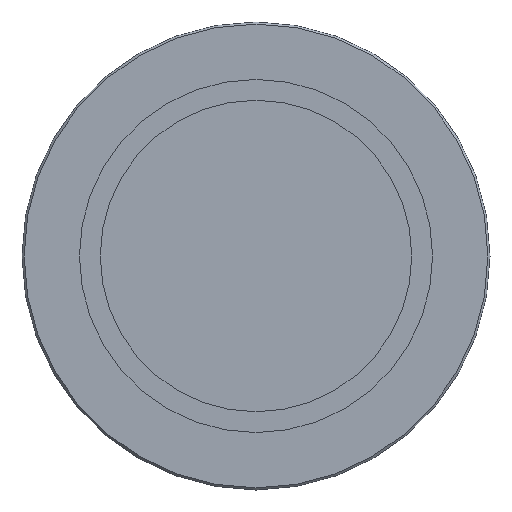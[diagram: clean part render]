
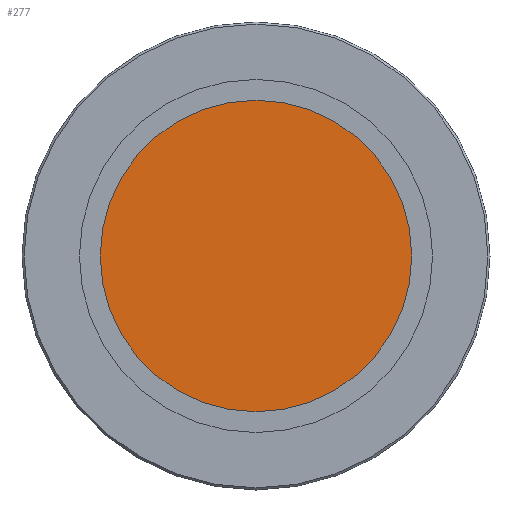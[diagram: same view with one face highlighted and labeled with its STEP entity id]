
A CAD part, front view. The second image highlights one B-rep face of the part: STEP entity #277.
In plain terms, the highlighted planar face has unit normal (0, -1, 0).
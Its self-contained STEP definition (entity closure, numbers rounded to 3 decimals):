
#30=PLANE('',#337);
#44=FACE_OUTER_BOUND('',#63,.T.);
#63=EDGE_LOOP('',(#244,#245));
#110=CIRCLE('',#338,36.6);
#111=CIRCLE('',#339,36.6);
#139=VERTEX_POINT('',#518);
#140=VERTEX_POINT('',#519);
#176=EDGE_CURVE('',#139,#140,#110,.T.);
#177=EDGE_CURVE('',#140,#139,#111,.T.);
#244=ORIENTED_EDGE('',*,*,#176,.F.);
#245=ORIENTED_EDGE('',*,*,#177,.F.);
#277=ADVANCED_FACE('',(#44),#30,.T.);
#337=AXIS2_PLACEMENT_3D('',#517,#428,#429);
#338=AXIS2_PLACEMENT_3D('',#520,#430,#431);
#339=AXIS2_PLACEMENT_3D('',#521,#432,#433);
#428=DIRECTION('center_axis',(0.,-1.,0.));
#429=DIRECTION('ref_axis',(0.,0.,-1.));
#430=DIRECTION('center_axis',(0.,1.,0.));
#431=DIRECTION('ref_axis',(1.,0.,0.));
#432=DIRECTION('center_axis',(0.,1.,0.));
#433=DIRECTION('ref_axis',(1.,0.,0.));
#517=CARTESIAN_POINT('Origin',(-36.6,0.,0.));
#518=CARTESIAN_POINT('',(-36.6,0.,0.));
#519=CARTESIAN_POINT('',(36.6,0.,0.));
#520=CARTESIAN_POINT('Origin',(0.,0.,0.));
#521=CARTESIAN_POINT('Origin',(0.,0.,0.));
